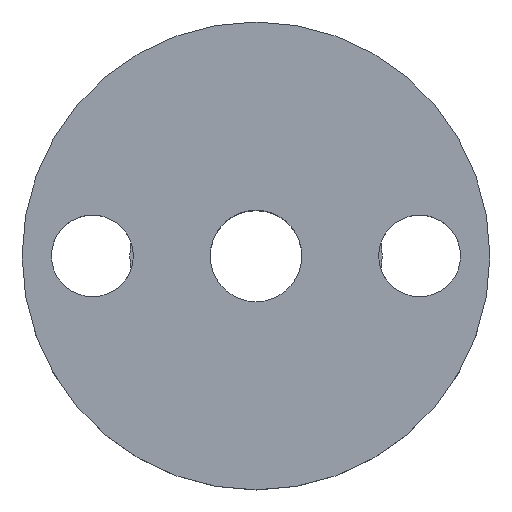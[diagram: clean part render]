
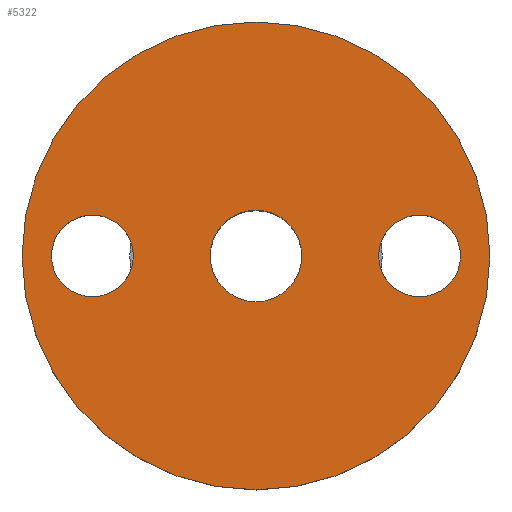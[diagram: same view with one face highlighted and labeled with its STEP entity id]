
A CAD part, top view. The second image highlights one B-rep face of the part: STEP entity #5322.
In plain terms, the highlighted planar face has unit normal (0, 0, 1).
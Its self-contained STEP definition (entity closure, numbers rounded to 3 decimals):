
#20 = PLANE ( 'NONE',  #4220 ) ;
#94 = VERTEX_POINT ( 'NONE', #1827 ) ;
#112 = CIRCLE ( 'NONE', #1649, 2.5 ) ;
#150 = EDGE_LOOP ( 'NONE', ( #5044, #4125 ) ) ;
#428 = ORIENTED_EDGE ( 'NONE', *, *, #2187, .F. ) ;
#437 = FACE_BOUND ( 'NONE', #1680, .T. ) ;
#478 = VERTEX_POINT ( 'NONE', #5083 ) ;
#536 = DIRECTION ( 'NONE',  ( -1., 0., 0. ) ) ;
#558 = AXIS2_PLACEMENT_3D ( 'NONE', #703, #5170, #4730 ) ;
#652 = VERTEX_POINT ( 'NONE', #2241 ) ;
#703 = CARTESIAN_POINT ( 'NONE',  ( -10., 0., 10.276 ) ) ;
#822 = CARTESIAN_POINT ( 'NONE',  ( -7.5, 0., 10.276 ) ) ;
#832 = CIRCLE ( 'NONE', #2561, 14.3 ) ;
#857 = CARTESIAN_POINT ( 'NONE',  ( 10., 0., 10.276 ) ) ;
#922 = CIRCLE ( 'NONE', #1379, 14.3 ) ;
#953 = FACE_OUTER_BOUND ( 'NONE', #1944, .T. ) ;
#977 = EDGE_CURVE ( 'NONE', #1905, #5529, #112, .T. ) ;
#1058 = ORIENTED_EDGE ( 'NONE', *, *, #1462, .T. ) ;
#1104 = CIRCLE ( 'NONE', #5046, 2.8 ) ;
#1191 = DIRECTION ( 'NONE',  ( 0., 0., -1. ) ) ;
#1217 = CARTESIAN_POINT ( 'NONE',  ( 2.8, 0., 10.276 ) ) ;
#1379 = AXIS2_PLACEMENT_3D ( 'NONE', #4480, #2810, #4137 ) ;
#1462 = EDGE_CURVE ( 'NONE', #4928, #4868, #1104, .T. ) ;
#1575 = CIRCLE ( 'NONE', #2295, 2.5 ) ;
#1649 = AXIS2_PLACEMENT_3D ( 'NONE', #2974, #2167, #5213 ) ;
#1680 = EDGE_LOOP ( 'NONE', ( #4348, #4298 ) ) ;
#1816 = CARTESIAN_POINT ( 'NONE',  ( 0., 0., 10.276 ) ) ;
#1827 = CARTESIAN_POINT ( 'NONE',  ( 7.5, 0., 10.276 ) ) ;
#1834 = DIRECTION ( 'NONE',  ( 0., 0., -1. ) ) ;
#1905 = VERTEX_POINT ( 'NONE', #3926 ) ;
#1944 = EDGE_LOOP ( 'NONE', ( #3114, #428 ) ) ;
#2167 = DIRECTION ( 'NONE',  ( 0., 0., -1. ) ) ;
#2187 = EDGE_CURVE ( 'NONE', #478, #652, #832, .T. ) ;
#2201 = CIRCLE ( 'NONE', #2842, 2.8 ) ;
#2241 = CARTESIAN_POINT ( 'NONE',  ( 14.3, 0., 10.276 ) ) ;
#2295 = AXIS2_PLACEMENT_3D ( 'NONE', #857, #3120, #4358 ) ;
#2346 = CARTESIAN_POINT ( 'NONE',  ( 0., 0., 10.276 ) ) ;
#2417 = VERTEX_POINT ( 'NONE', #2698 ) ;
#2561 = AXIS2_PLACEMENT_3D ( 'NONE', #1816, #4118, #5329 ) ;
#2635 = FACE_BOUND ( 'NONE', #2993, .T. ) ;
#2696 = CARTESIAN_POINT ( 'NONE',  ( 0., 0., 10.276 ) ) ;
#2698 = CARTESIAN_POINT ( 'NONE',  ( 12.5, 0., 10.276 ) ) ;
#2705 = DIRECTION ( 'NONE',  ( 0., 0., -1. ) ) ;
#2810 = DIRECTION ( 'NONE',  ( 0., 0., -1. ) ) ;
#2842 = AXIS2_PLACEMENT_3D ( 'NONE', #2346, #1834, #5345 ) ;
#2928 = EDGE_CURVE ( 'NONE', #4868, #4928, #2201, .T. ) ;
#2974 = CARTESIAN_POINT ( 'NONE',  ( -10., 0., 10.276 ) ) ;
#2991 = EDGE_CURVE ( 'NONE', #652, #478, #922, .T. ) ;
#2993 = EDGE_LOOP ( 'NONE', ( #1058, #4232 ) ) ;
#3015 = CARTESIAN_POINT ( 'NONE',  ( -2.8, 0., 10.276 ) ) ;
#3114 = ORIENTED_EDGE ( 'NONE', *, *, #2991, .F. ) ;
#3120 = DIRECTION ( 'NONE',  ( 0., 0., -1. ) ) ;
#3472 = DIRECTION ( 'NONE',  ( 0., 0., 1. ) ) ;
#3571 = CIRCLE ( 'NONE', #5045, 2.5 ) ;
#3926 = CARTESIAN_POINT ( 'NONE',  ( -12.5, 0., 10.276 ) ) ;
#3930 = FACE_BOUND ( 'NONE', #150, .T. ) ;
#4020 = DIRECTION ( 'NONE',  ( -1., 0., 0. ) ) ;
#4118 = DIRECTION ( 'NONE',  ( 0., 0., -1. ) ) ;
#4125 = ORIENTED_EDGE ( 'NONE', *, *, #4406, .T. ) ;
#4137 = DIRECTION ( 'NONE',  ( -1., 0., 0. ) ) ;
#4220 = AXIS2_PLACEMENT_3D ( 'NONE', #2696, #3472, #4020 ) ;
#4232 = ORIENTED_EDGE ( 'NONE', *, *, #2928, .T. ) ;
#4298 = ORIENTED_EDGE ( 'NONE', *, *, #977, .T. ) ;
#4348 = ORIENTED_EDGE ( 'NONE', *, *, #5174, .T. ) ;
#4358 = DIRECTION ( 'NONE',  ( -1., 0., 0. ) ) ;
#4406 = EDGE_CURVE ( 'NONE', #94, #2417, #1575, .T. ) ;
#4480 = CARTESIAN_POINT ( 'NONE',  ( 0., 0., 10.276 ) ) ;
#4730 = DIRECTION ( 'NONE',  ( -1., 0., 0. ) ) ;
#4826 = CARTESIAN_POINT ( 'NONE',  ( 0., 0., 10.276 ) ) ;
#4868 = VERTEX_POINT ( 'NONE', #3015 ) ;
#4928 = VERTEX_POINT ( 'NONE', #1217 ) ;
#4966 = EDGE_CURVE ( 'NONE', #2417, #94, #3571, .T. ) ;
#5044 = ORIENTED_EDGE ( 'NONE', *, *, #4966, .T. ) ;
#5045 = AXIS2_PLACEMENT_3D ( 'NONE', #5583, #1191, #5123 ) ;
#5046 = AXIS2_PLACEMENT_3D ( 'NONE', #4826, #2705, #536 ) ;
#5083 = CARTESIAN_POINT ( 'NONE',  ( -14.3, 0., 10.276 ) ) ;
#5123 = DIRECTION ( 'NONE',  ( -1., 0., 0. ) ) ;
#5170 = DIRECTION ( 'NONE',  ( 0., 0., -1. ) ) ;
#5174 = EDGE_CURVE ( 'NONE', #5529, #1905, #5509, .T. ) ;
#5213 = DIRECTION ( 'NONE',  ( -1., 0., 0. ) ) ;
#5322 = ADVANCED_FACE ( 'NONE', ( #3930, #953, #2635, #437 ), #20, .T. ) ;
#5329 = DIRECTION ( 'NONE',  ( -1., 0., 0. ) ) ;
#5345 = DIRECTION ( 'NONE',  ( -1., 0., 0. ) ) ;
#5509 = CIRCLE ( 'NONE', #558, 2.5 ) ;
#5529 = VERTEX_POINT ( 'NONE', #822 ) ;
#5583 = CARTESIAN_POINT ( 'NONE',  ( 10., 0., 10.276 ) ) ;
